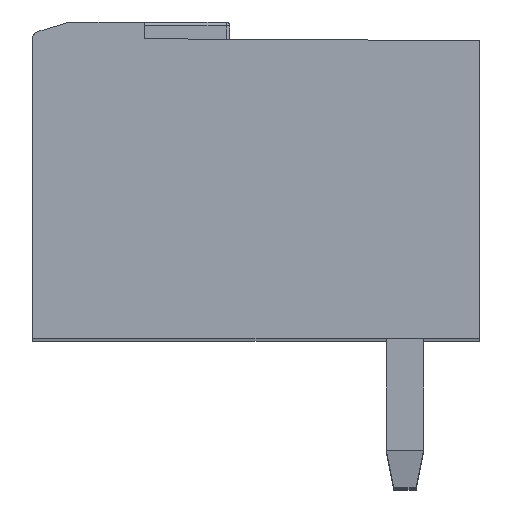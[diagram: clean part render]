
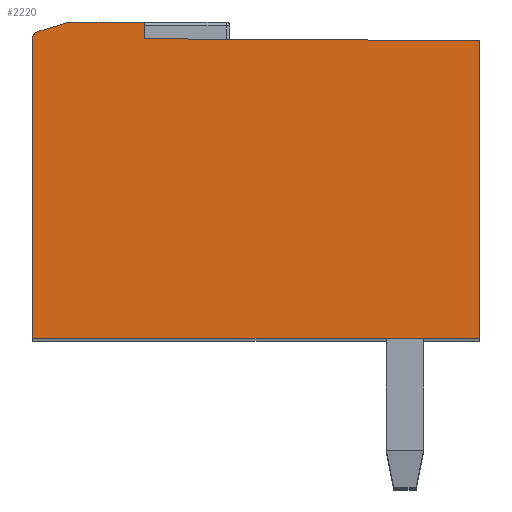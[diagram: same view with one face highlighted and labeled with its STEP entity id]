
A CAD part, top view. The second image highlights one B-rep face of the part: STEP entity #2220.
In plain terms, the highlighted planar face has unit normal (0, 0, 1).
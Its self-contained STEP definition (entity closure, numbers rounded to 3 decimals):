
#45 = CARTESIAN_POINT ( 'NONE',  ( 8.9, 8.2, 38.9 ) ) ;
#55 = VERTEX_POINT ( 'NONE', #5220 ) ;
#181 = ORIENTED_EDGE ( 'NONE', *, *, #11146, .F. ) ;
#239 = CARTESIAN_POINT ( 'NONE',  ( 9.043, 8.243, 38.9 ) ) ;
#1020 = LINE ( 'NONE', #12038, #9097 ) ;
#1227 = CARTESIAN_POINT ( 'NONE',  ( 8.9, 0., 38.9 ) ) ;
#1232 = ORIENTED_EDGE ( 'NONE', *, *, #9998, .F. ) ;
#1477 = PLANE ( 'NONE',  #4739 ) ;
#1541 = CARTESIAN_POINT ( 'NONE',  ( 9.1, 8.036, 38.9 ) ) ;
#1724 = LINE ( 'NONE', #12555, #2202 ) ;
#1846 = CIRCLE ( 'NONE', #6779, 0.2 ) ;
#2202 = VECTOR ( 'NONE', #6617, 1000. ) ;
#2204 = CARTESIAN_POINT ( 'NONE',  ( 11.9, 8.05, 38.9 ) ) ;
#2220 = ADVANCED_FACE ( 'NONE', ( #6290 ), #1477, .T. ) ;
#2298 = CARTESIAN_POINT ( 'NONE',  ( 8.9, 0., 38.9 ) ) ;
#2790 = ORIENTED_EDGE ( 'NONE', *, *, #6092, .F. ) ;
#3401 = ORIENTED_EDGE ( 'NONE', *, *, #6024, .F. ) ;
#4014 = VERTEX_POINT ( 'NONE', #1227 ) ;
#4269 = LINE ( 'NONE', #7166, #4799 ) ;
#4318 = LINE ( 'NONE', #2204, #11589 ) ;
#4677 = VECTOR ( 'NONE', #10756, 1000. ) ;
#4739 = AXIS2_PLACEMENT_3D ( 'NONE', #1541, #8298, #7259 ) ;
#4799 = VECTOR ( 'NONE', #12217, 1000. ) ;
#4927 = LINE ( 'NONE', #10879, #4677 ) ;
#4940 = VERTEX_POINT ( 'NONE', #6107 ) ;
#5075 = DIRECTION ( 'NONE',  ( -1., 0., 0. ) ) ;
#5179 = ORIENTED_EDGE ( 'NONE', *, *, #5958, .F. ) ;
#5220 = CARTESIAN_POINT ( 'NONE',  ( 8.9, 8.051, 38.9 ) ) ;
#5594 = VERTEX_POINT ( 'NONE', #7430 ) ;
#5928 = LINE ( 'NONE', #45, #8710 ) ;
#5958 = EDGE_CURVE ( 'NONE', #4940, #4014, #6098, .T. ) ;
#6024 = EDGE_CURVE ( 'NONE', #12504, #6657, #1724, .T. ) ;
#6092 = EDGE_CURVE ( 'NONE', #6864, #4940, #4927, .T. ) ;
#6098 = LINE ( 'NONE', #2298, #9830 ) ;
#6107 = CARTESIAN_POINT ( 'NONE',  ( 20.9, 0., 38.9 ) ) ;
#6218 = DIRECTION ( 'NONE',  ( -1., 0., 0. ) ) ;
#6290 = FACE_OUTER_BOUND ( 'NONE', #11423, .T. ) ;
#6617 = DIRECTION ( 'NONE',  ( 0., -1., 0. ) ) ;
#6657 = VERTEX_POINT ( 'NONE', #9546 ) ;
#6779 = AXIS2_PLACEMENT_3D ( 'NONE', #12042, #8957, #5075 ) ;
#6805 = ORIENTED_EDGE ( 'NONE', *, *, #10918, .F. ) ;
#6864 = VERTEX_POINT ( 'NONE', #7458 ) ;
#7119 = EDGE_CURVE ( 'NONE', #12668, #55, #1846, .T. ) ;
#7166 = CARTESIAN_POINT ( 'NONE',  ( 8.9, 8.036, 38.9 ) ) ;
#7259 = DIRECTION ( 'NONE',  ( -1., 0., 0. ) ) ;
#7430 = CARTESIAN_POINT ( 'NONE',  ( 9.9, 8.5, 38.9 ) ) ;
#7458 = CARTESIAN_POINT ( 'NONE',  ( 20.9, 8., 38.9 ) ) ;
#7745 = CARTESIAN_POINT ( 'NONE',  ( 11.9, 8.5, 38.9 ) ) ;
#7859 = DIRECTION ( 'NONE',  ( 1., 0., 0. ) ) ;
#8298 = DIRECTION ( 'NONE',  ( 0., 0., 1. ) ) ;
#8710 = VECTOR ( 'NONE', #11074, 1000. ) ;
#8957 = DIRECTION ( 'NONE',  ( 0., 0., 1. ) ) ;
#9046 = DIRECTION ( 'NONE',  ( 1., -0.006, 0. ) ) ;
#9097 = VECTOR ( 'NONE', #7859, 1000. ) ;
#9546 = CARTESIAN_POINT ( 'NONE',  ( 11.9, 8.05, 38.9 ) ) ;
#9830 = VECTOR ( 'NONE', #6218, 1000. ) ;
#9978 = ORIENTED_EDGE ( 'NONE', *, *, #10344, .F. ) ;
#9998 = EDGE_CURVE ( 'NONE', #5594, #12504, #1020, .T. ) ;
#10344 = EDGE_CURVE ( 'NONE', #6657, #6864, #4318, .T. ) ;
#10756 = DIRECTION ( 'NONE',  ( 0., -1., 0. ) ) ;
#10879 = CARTESIAN_POINT ( 'NONE',  ( 20.9, 8.036, 38.9 ) ) ;
#10918 = EDGE_CURVE ( 'NONE', #12668, #5594, #5928, .T. ) ;
#11074 = DIRECTION ( 'NONE',  ( 0.958, 0.287, 0. ) ) ;
#11146 = EDGE_CURVE ( 'NONE', #4014, #55, #4269, .T. ) ;
#11423 = EDGE_LOOP ( 'NONE', ( #9978, #3401, #1232, #6805, #12136, #181, #5179, #2790 ) ) ;
#11589 = VECTOR ( 'NONE', #9046, 1000. ) ;
#12038 = CARTESIAN_POINT ( 'NONE',  ( 9.1, 8.5, 38.9 ) ) ;
#12042 = CARTESIAN_POINT ( 'NONE',  ( 9.1, 8.051, 38.9 ) ) ;
#12136 = ORIENTED_EDGE ( 'NONE', *, *, #7119, .T. ) ;
#12217 = DIRECTION ( 'NONE',  ( 0., 1., 0. ) ) ;
#12504 = VERTEX_POINT ( 'NONE', #7745 ) ;
#12555 = CARTESIAN_POINT ( 'NONE',  ( 11.9, 8.05, 38.9 ) ) ;
#12668 = VERTEX_POINT ( 'NONE', #239 ) ;
